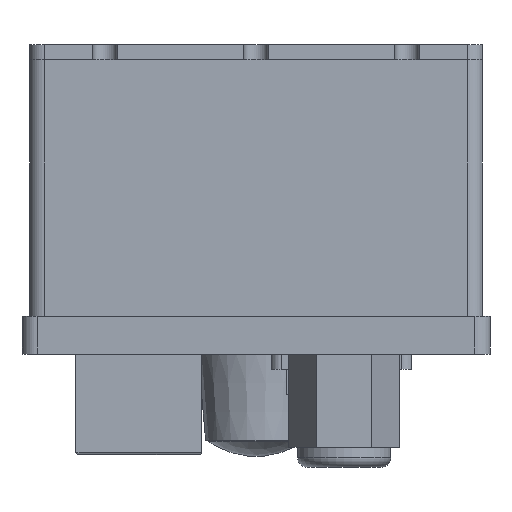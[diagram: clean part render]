
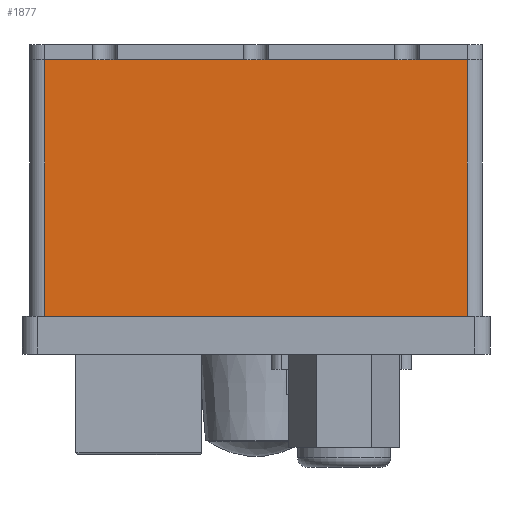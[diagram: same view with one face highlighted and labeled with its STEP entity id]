
A CAD part, front view. The second image highlights one B-rep face of the part: STEP entity #1877.
In plain terms, the highlighted planar face has unit normal (0, -1, 0).
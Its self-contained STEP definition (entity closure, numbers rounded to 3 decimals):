
#72=PLANE('',#2084);
#170=FACE_OUTER_BOUND('',#295,.T.);
#295=EDGE_LOOP('',(#1583,#1584,#1585,#1586));
#462=LINE('',#3109,#648);
#471=LINE('',#3128,#657);
#473=LINE('',#3134,#659);
#474=LINE('',#3135,#660);
#648=VECTOR('',#2506,1000.);
#657=VECTOR('',#2533,1000.);
#659=VECTOR('',#2539,1000.);
#660=VECTOR('',#2540,1000.);
#946=VERTEX_POINT('',#3095);
#952=VERTEX_POINT('',#3107);
#953=VERTEX_POINT('',#3127);
#955=VERTEX_POINT('',#3133);
#1169=EDGE_CURVE('',#946,#952,#462,.T.);
#1178=EDGE_CURVE('',#953,#946,#471,.T.);
#1181=EDGE_CURVE('',#955,#952,#473,.T.);
#1182=EDGE_CURVE('',#953,#955,#474,.T.);
#1583=ORIENTED_EDGE('',*,*,#1169,.T.);
#1584=ORIENTED_EDGE('',*,*,#1181,.F.);
#1585=ORIENTED_EDGE('',*,*,#1182,.F.);
#1586=ORIENTED_EDGE('',*,*,#1178,.T.);
#1877=ADVANCED_FACE('',(#170),#72,.F.);
#2084=AXIS2_PLACEMENT_3D('',#3132,#2537,#2538);
#2506=DIRECTION('',(1.,0.,0.));
#2533=DIRECTION('',(0.,0.,-1.));
#2537=DIRECTION('center_axis',(0.,1.,0.));
#2538=DIRECTION('ref_axis',(-1.,0.,0.));
#2539=DIRECTION('',(0.,0.,-1.));
#2540=DIRECTION('',(1.,0.,0.));
#3095=CARTESIAN_POINT('',(-88.5,-176.3,7.5));
#3107=CARTESIAN_POINT('',(-4.5,-176.3,7.5));
#3109=CARTESIAN_POINT('',(-88.5,-176.3,7.5));
#3127=CARTESIAN_POINT('',(-88.5,-176.3,58.5));
#3128=CARTESIAN_POINT('',(-88.5,-176.3,58.5));
#3132=CARTESIAN_POINT('Origin',(-88.5,-176.3,58.5));
#3133=CARTESIAN_POINT('',(-4.5,-176.3,58.5));
#3134=CARTESIAN_POINT('',(-4.5,-176.3,58.5));
#3135=CARTESIAN_POINT('',(-88.5,-176.3,58.5));
